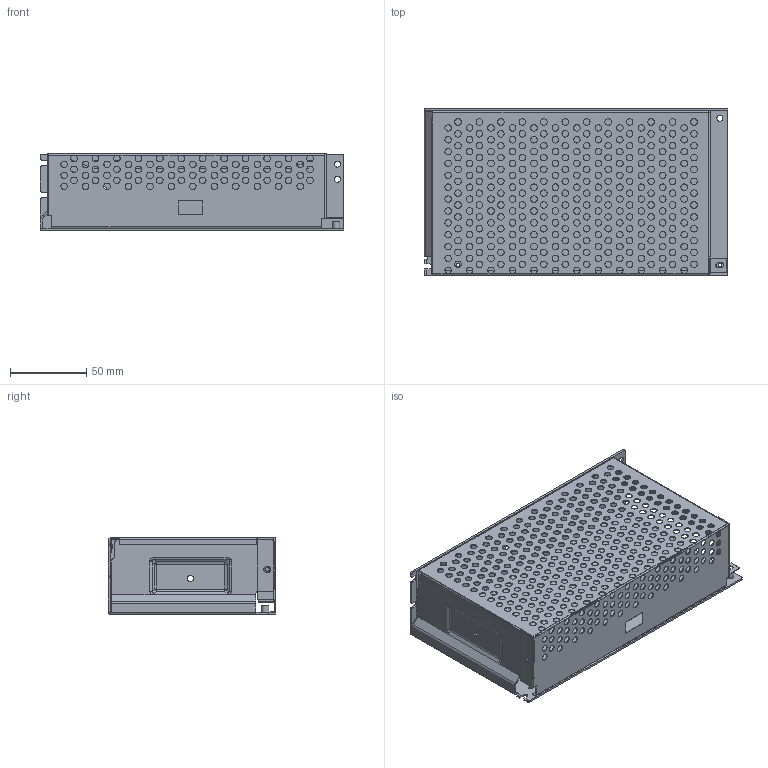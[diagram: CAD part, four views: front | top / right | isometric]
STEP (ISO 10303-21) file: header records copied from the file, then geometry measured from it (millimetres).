
FILE_DESCRIPTION(('FreeCAD Model'),'2;1');
FILE_NAME('Case.step','2019-11-28T21:19:59',('Sisil Galog' ),(''),'Open CASCADE STEP processor 7.3','FreeCAD','Unknown');
FILE_SCHEMA(('CONFIG_CONTROL_DESIGN','SHAPE_APPEARANCE_LAYER_MIM'));
Length unit declared in the file: millimetre
Products named in the file (2): Case_Bottom; Case_Cover
Bounding box: 199 x 110 x 50.3 mm (x, y, z)
Volume: 59501.1 mm3; surface area: 132851.9 mm2
Topology: 2 solids, 2 shells, 673 faces, 2066 edges, 1320 vertices
Faces by surface type: cylinder 461, plane 166, bspline 36, sphere 7, cone 3
Full cylindrical faces by diameter (mm): 2.5 x10, 4 x4, 4.3 x384, 4.5 x1, 4.6 x3, 4.8 x2
Entity records: 26308 total; most frequent: CARTESIAN_POINT 5665, DIRECTION 4238, ORIENTED_EDGE 4060, EDGE_CURVE 2030, AXIS2_PLACEMENT_3D 1641, FACE_BOUND 1494, EDGE_LOOP 1494, VERTEX_POINT 1306
